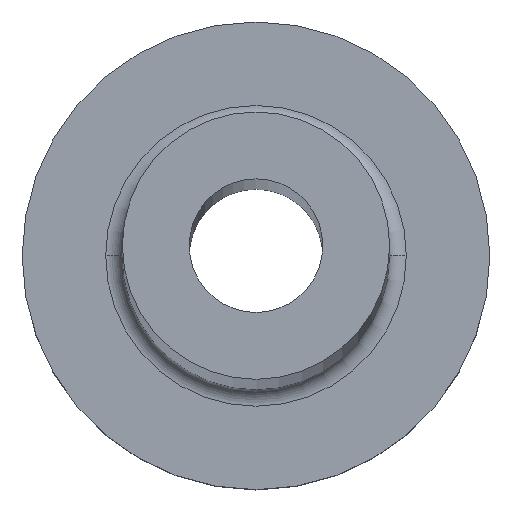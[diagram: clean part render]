
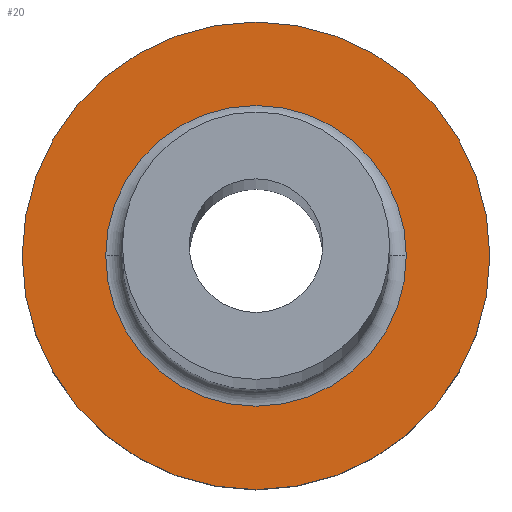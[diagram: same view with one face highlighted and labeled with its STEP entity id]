
A CAD part, top view. The second image highlights one B-rep face of the part: STEP entity #20.
In plain terms, the highlighted planar face has unit normal (0, 0, 1).
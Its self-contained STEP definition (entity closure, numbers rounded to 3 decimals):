
#6 = VERTEX_POINT ( 'NONE', #8 ) ;
#8 = CARTESIAN_POINT ( 'NONE',  ( 4.5, 0., 5. ) ) ;
#20 = ADVANCED_FACE ( 'NONE', ( #147, #259 ), #353, .T. ) ;
#39 = VERTEX_POINT ( 'NONE', #246 ) ;
#46 = CARTESIAN_POINT ( 'NONE',  ( 7., 0., 5. ) ) ;
#51 = DIRECTION ( 'NONE',  ( 0., 0., 1. ) ) ;
#59 = EDGE_CURVE ( 'NONE', #6, #39, #169, .T. ) ;
#84 = AXIS2_PLACEMENT_3D ( 'NONE', #190, #51, #85 ) ;
#85 = DIRECTION ( 'NONE',  ( 1., 0., 0. ) ) ;
#101 = CARTESIAN_POINT ( 'NONE',  ( 0., 0., 5. ) ) ;
#103 = CARTESIAN_POINT ( 'NONE',  ( 0., 0., 5. ) ) ;
#105 = CARTESIAN_POINT ( 'NONE',  ( 0., 0., 5. ) ) ;
#107 = EDGE_LOOP ( 'NONE', ( #228, #235 ) ) ;
#109 = DIRECTION ( 'NONE',  ( 1., 0., 0. ) ) ;
#137 = DIRECTION ( 'NONE',  ( 0., 0., -1. ) ) ;
#147 = FACE_BOUND ( 'NONE', #360, .T. ) ;
#151 = AXIS2_PLACEMENT_3D ( 'NONE', #105, #137, #109 ) ;
#153 = EDGE_CURVE ( 'NONE', #221, #197, #310, .T. ) ;
#169 = CIRCLE ( 'NONE', #216, 4.5 ) ;
#172 = AXIS2_PLACEMENT_3D ( 'NONE', #103, #218, #337 ) ;
#180 = CARTESIAN_POINT ( 'NONE',  ( -7., 0., 5. ) ) ;
#187 = CIRCLE ( 'NONE', #151, 4.5 ) ;
#190 = CARTESIAN_POINT ( 'NONE',  ( 0., 0., 5. ) ) ;
#197 = VERTEX_POINT ( 'NONE', #46 ) ;
#208 = ORIENTED_EDGE ( 'NONE', *, *, #226, .T. ) ;
#213 = DIRECTION ( 'NONE',  ( 1., 0., 0. ) ) ;
#215 = DIRECTION ( 'NONE',  ( 1., 0., 0. ) ) ;
#216 = AXIS2_PLACEMENT_3D ( 'NONE', #219, #340, #215 ) ;
#218 = DIRECTION ( 'NONE',  ( 0., 0., 1. ) ) ;
#219 = CARTESIAN_POINT ( 'NONE',  ( 0., 0., 5. ) ) ;
#221 = VERTEX_POINT ( 'NONE', #180 ) ;
#226 = EDGE_CURVE ( 'NONE', #39, #6, #187, .T. ) ;
#228 = ORIENTED_EDGE ( 'NONE', *, *, #153, .T. ) ;
#235 = ORIENTED_EDGE ( 'NONE', *, *, #264, .T. ) ;
#246 = CARTESIAN_POINT ( 'NONE',  ( -4.5, 0., 5. ) ) ;
#259 = FACE_OUTER_BOUND ( 'NONE', #107, .T. ) ;
#264 = EDGE_CURVE ( 'NONE', #197, #221, #296, .T. ) ;
#296 = CIRCLE ( 'NONE', #84, 7. ) ;
#310 = CIRCLE ( 'NONE', #172, 7. ) ;
#333 = DIRECTION ( 'NONE',  ( 0., 0., 1. ) ) ;
#334 = AXIS2_PLACEMENT_3D ( 'NONE', #101, #333, #213 ) ;
#337 = DIRECTION ( 'NONE',  ( 1., 0., 0. ) ) ;
#340 = DIRECTION ( 'NONE',  ( 0., 0., -1. ) ) ;
#344 = ORIENTED_EDGE ( 'NONE', *, *, #59, .T. ) ;
#353 = PLANE ( 'NONE',  #334 ) ;
#360 = EDGE_LOOP ( 'NONE', ( #344, #208 ) ) ;
